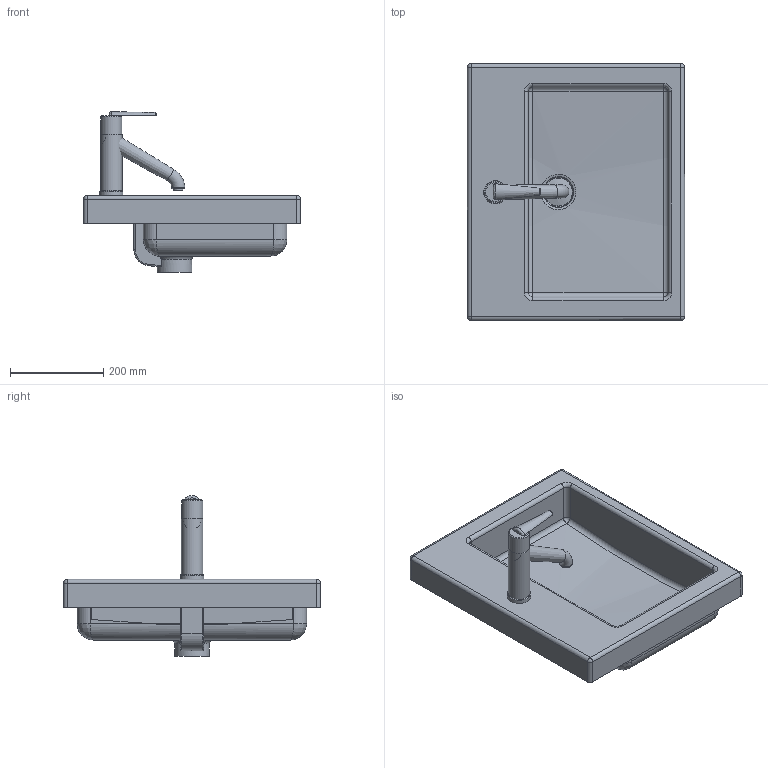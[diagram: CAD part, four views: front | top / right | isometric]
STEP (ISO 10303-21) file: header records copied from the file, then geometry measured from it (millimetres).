
FILE_DESCRIPTION((''),'2;1');
FILE_NAME('031555.stp','2014-10-30T11:47:55',('Administrator'),(''),'Autodesk Inventor 2011','Autodesk Inventor 2011','');
FILE_SCHEMA(('CONFIG_CONTROL_DESIGN'));
Length unit declared in the file: millimetre
Products named in the file (9): 031555; Kelch; Stopfen; Hebel150vorlage; hebel1; Hebel1_150neu; Neoperl; Griff
Assembly tree (8 placements, depth 3):
  031555
    031555
    Kelch
    Stopfen
    Hebel150vorlage
      hebel1
      Hebel1_150neu
      Neoperl
      Griff
Bounding box: 465.1 x 550.09 x 344.32 mm (x, y, z)
Volume: 9378922.1 mm3; surface area: 1021107.2 mm2
Topology: 7 solids, 7 shells, 194 faces, 443 edges, 262 vertices
Faces by surface type: cylinder 79, plane 58, torus 27, bspline 17, sphere 8, cone 5
Full cylindrical faces by diameter (mm): 16 x1, 20 x1, 25 x1, 35 x2, 42 x1, 44 x1, 45 x1, 46 x1, 50 x1, 52 x1, 60 x1, 75 x1
Entity records: 6738 total; most frequent: CARTESIAN_POINT 2223, DIRECTION 972, ORIENTED_EDGE 812, EDGE_CURVE 406, AXIS2_PLACEMENT_3D 400, VERTEX_POINT 255, EDGE_LOOP 231, FACE_OUTER_BOUND 194
